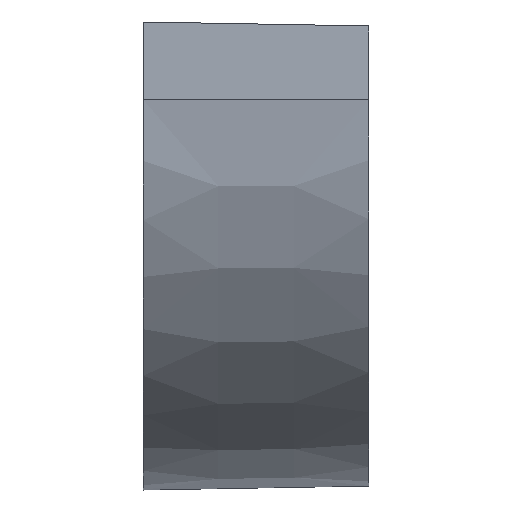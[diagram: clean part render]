
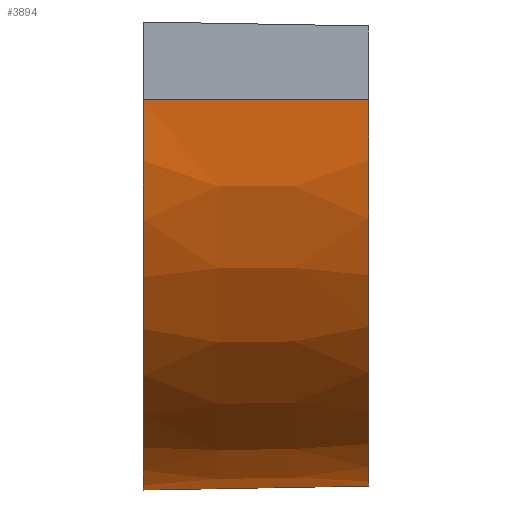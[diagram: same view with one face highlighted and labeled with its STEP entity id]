
A CAD part, left-side view. The second image highlights one B-rep face of the part: STEP entity #3894.
In plain terms, the highlighted conical face has half-angle 1 degrees and reference radius 44.5 mm.
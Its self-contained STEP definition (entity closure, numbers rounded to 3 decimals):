
#122 = FACE_OUTER_BOUND ( 'NONE', #5804, .T. ) ;
#199 = CARTESIAN_POINT ( 'NONE',  ( 44.5, -13., -8.5 ) ) ;
#248 = CARTESIAN_POINT ( 'NONE',  ( -0.454, 13., -8.5 ) ) ;
#302 = CARTESIAN_POINT ( 'NONE',  ( 44.5, -13., -8.5 ) ) ;
#382 = EDGE_CURVE ( 'NONE', #6729, #7177, #1576, .T. ) ;
#1063 = DIRECTION ( 'NONE',  ( 0., 0., -1. ) ) ;
#1202 = ORIENTED_EDGE ( 'NONE', *, *, #2120, .T. ) ;
#1576 = CIRCLE ( 'NONE', #5355, 44.954 ) ;
#2087 = ORIENTED_EDGE ( 'NONE', *, *, #382, .F. ) ;
#2102 = DIRECTION ( 'NONE',  ( 0.017, -1., 0. ) ) ;
#2120 = EDGE_CURVE ( 'NONE', #9457, #10124, #5621, .T. ) ;
#2312 = AXIS2_PLACEMENT_3D ( 'NONE', #302, #9922, #3791 ) ;
#2500 = LINE ( 'NONE', #2990, #11265 ) ;
#2990 = CARTESIAN_POINT ( 'NONE',  ( 0., -13., -8.5 ) ) ;
#3620 = AXIS2_PLACEMENT_3D ( 'NONE', #199, #6335, #1063 ) ;
#3686 = LINE ( 'NONE', #4983, #8305 ) ;
#3791 = DIRECTION ( 'NONE',  ( 0., 0., -1. ) ) ;
#3894 = ADVANCED_FACE ( 'NONE', ( #122 ), #5172, .T. ) ;
#4498 = CARTESIAN_POINT ( 'NONE',  ( 44.5, 13., -53.454 ) ) ;
#4602 = DIRECTION ( 'NONE',  ( 0., 1., 0. ) ) ;
#4983 = CARTESIAN_POINT ( 'NONE',  ( 44.5, -13., -53. ) ) ;
#5148 = CARTESIAN_POINT ( 'NONE',  ( 44.5, -13., -53. ) ) ;
#5172 = CONICAL_SURFACE ( 'NONE', #2312, 44.5, 0.017 ) ;
#5240 = ORIENTED_EDGE ( 'NONE', *, *, #7951, .F. ) ;
#5355 = AXIS2_PLACEMENT_3D ( 'NONE', #9843, #4602, #10733 ) ;
#5621 = CIRCLE ( 'NONE', #3620, 44.5 ) ;
#5700 = EDGE_CURVE ( 'NONE', #6729, #9457, #3686, .T. ) ;
#5804 = EDGE_LOOP ( 'NONE', ( #1202, #5240, #2087, #6524 ) ) ;
#6335 = DIRECTION ( 'NONE',  ( 0., 1., 0. ) ) ;
#6524 = ORIENTED_EDGE ( 'NONE', *, *, #5700, .T. ) ;
#6729 = VERTEX_POINT ( 'NONE', #4498 ) ;
#7177 = VERTEX_POINT ( 'NONE', #248 ) ;
#7951 = EDGE_CURVE ( 'NONE', #7177, #10124, #2500, .T. ) ;
#8305 = VECTOR ( 'NONE', #10272, 1000. ) ;
#9457 = VERTEX_POINT ( 'NONE', #5148 ) ;
#9843 = CARTESIAN_POINT ( 'NONE',  ( 44.5, 13., -8.5 ) ) ;
#9922 = DIRECTION ( 'NONE',  ( 0., 1., 0. ) ) ;
#9956 = CARTESIAN_POINT ( 'NONE',  ( 0., -13., -8.5 ) ) ;
#10124 = VERTEX_POINT ( 'NONE', #9956 ) ;
#10272 = DIRECTION ( 'NONE',  ( 0., -1., 0.017 ) ) ;
#10733 = DIRECTION ( 'NONE',  ( 0., 0., -1. ) ) ;
#11265 = VECTOR ( 'NONE', #2102, 1000. ) ;
